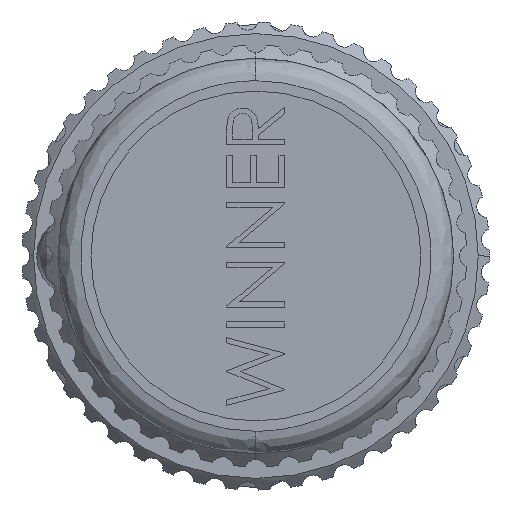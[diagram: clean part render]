
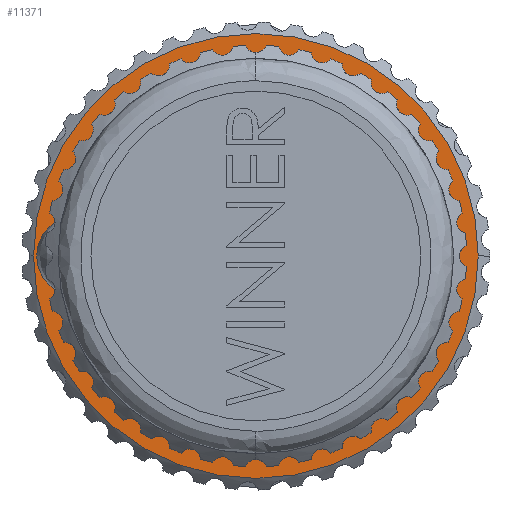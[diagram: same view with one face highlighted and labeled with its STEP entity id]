
A CAD part, left-side view. The second image highlights one B-rep face of the part: STEP entity #11371.
In plain terms, the highlighted planar face has unit normal (-1, 0, 0).
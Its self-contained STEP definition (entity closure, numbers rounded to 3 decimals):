
#3231 = CIRCLE ( 'NONE', #19878, 15.3 ) ;
#3392 = FACE_BOUND ( 'NONE', #6071, .T. ) ;
#3398 = FACE_OUTER_BOUND ( 'NONE', #6078, .T. ) ;
#6071 = EDGE_LOOP ( 'NONE', ( #30643, #30615 ) ) ;
#6078 = EDGE_LOOP ( 'NONE', ( #30727, #30911 ) ) ;
#6244 = VERTEX_POINT ( 'NONE', #9435 ) ;
#6977 = EDGE_CURVE ( 'NONE', #17950, #17948, #3231, .T. ) ;
#9435 = CARTESIAN_POINT ( 'NONE',  ( -91.415, -7.375, 0. ) ) ;
#11371 = ADVANCED_FACE ( 'NONE', ( #3398, #3392 ), #14374, .T. ) ;
#13789 = CARTESIAN_POINT ( 'NONE',  ( -91.415, 1.185, 0. ) ) ;
#13790 = DIRECTION ( 'NONE',  ( -1., 0., 0. ) ) ;
#13791 = DIRECTION ( 'NONE',  ( 0., 1., 0. ) ) ;
#14358 = CARTESIAN_POINT ( 'NONE',  ( -91.415, 1.185, 0. ) ) ;
#14374 = PLANE ( 'NONE',  #19956 ) ;
#14376 = DIRECTION ( 'NONE',  ( -1., 0., 0. ) ) ;
#14377 = DIRECTION ( 'NONE',  ( 0., -1., 0. ) ) ;
#15294 = CARTESIAN_POINT ( 'NONE',  ( -91.415, 16.485, 0. ) ) ;
#15296 = CARTESIAN_POINT ( 'NONE',  ( -91.415, -14.115, 0. ) ) ;
#15351 = CARTESIAN_POINT ( 'NONE',  ( -91.415, 9.745, 0. ) ) ;
#15684 = CARTESIAN_POINT ( 'NONE',  ( -91.415, 1.185, 0. ) ) ;
#15685 = DIRECTION ( 'NONE',  ( 1., 0., 0. ) ) ;
#15686 = DIRECTION ( 'NONE',  ( 0., -1., 0. ) ) ;
#17948 = VERTEX_POINT ( 'NONE', #15294 ) ;
#17950 = VERTEX_POINT ( 'NONE', #15296 ) ;
#18005 = VERTEX_POINT ( 'NONE', #15351 ) ;
#19578 = EDGE_CURVE ( 'NONE', #6244, #18005, #20030, .T. ) ;
#19878 = AXIS2_PLACEMENT_3D ( 'NONE', #13789, #13790, #13791 ) ;
#19956 = AXIS2_PLACEMENT_3D ( 'NONE', #14358, #14376, #14377 ) ;
#20030 = CIRCLE ( 'NONE', #33097, 8.56 ) ;
#20820 = CIRCLE ( 'NONE', #33860, 8.56 ) ;
#21102 = CIRCLE ( 'NONE', #33949, 15.3 ) ;
#30615 = ORIENTED_EDGE ( 'NONE', *, *, #34165, .T. ) ;
#30643 = ORIENTED_EDGE ( 'NONE', *, *, #19578, .T. ) ;
#30727 = ORIENTED_EDGE ( 'NONE', *, *, #34439, .T. ) ;
#30911 = ORIENTED_EDGE ( 'NONE', *, *, #6977, .T. ) ;
#32698 = CARTESIAN_POINT ( 'NONE',  ( -91.415, 1.185, 0. ) ) ;
#32699 = DIRECTION ( 'NONE',  ( 1., 0., 0. ) ) ;
#32700 = DIRECTION ( 'NONE',  ( 0., -1., 0. ) ) ;
#33097 = AXIS2_PLACEMENT_3D ( 'NONE', #15684, #15685, #15686 ) ;
#33860 = AXIS2_PLACEMENT_3D ( 'NONE', #32698, #32699, #32700 ) ;
#33949 = AXIS2_PLACEMENT_3D ( 'NONE', #36029, #36030, #36031 ) ;
#34165 = EDGE_CURVE ( 'NONE', #18005, #6244, #20820, .T. ) ;
#34439 = EDGE_CURVE ( 'NONE', #17948, #17950, #21102, .T. ) ;
#36029 = CARTESIAN_POINT ( 'NONE',  ( -91.415, 1.185, 0. ) ) ;
#36030 = DIRECTION ( 'NONE',  ( -1., 0., 0. ) ) ;
#36031 = DIRECTION ( 'NONE',  ( 0., 1., 0. ) ) ;
